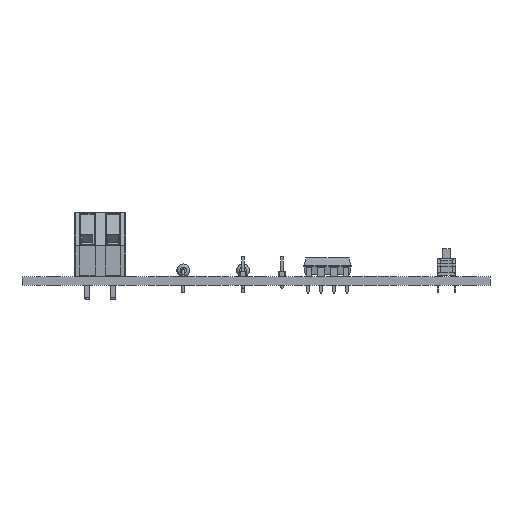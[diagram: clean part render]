
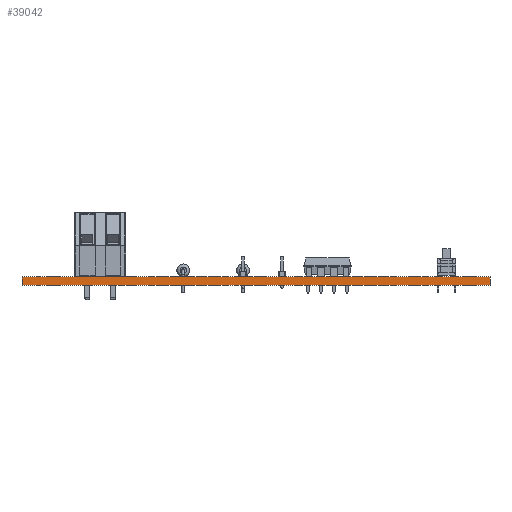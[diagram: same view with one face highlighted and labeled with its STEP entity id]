
A CAD part, front view. The second image highlights one B-rep face of the part: STEP entity #39042.
In plain terms, the highlighted planar face has unit normal (0, -1, 0).
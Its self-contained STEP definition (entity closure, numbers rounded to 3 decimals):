
#39042 = ADVANCED_FACE('',(#39043),#39057,.T.);
#39043 = FACE_BOUND('',#39044,.T.);
#39044 = EDGE_LOOP('',(#39045,#39080,#39108,#39136));
#39045 = ORIENTED_EDGE('',*,*,#39046,.T.);
#39046 = EDGE_CURVE('',#39047,#39049,#39051,.T.);
#39047 = VERTEX_POINT('',#39048);
#39048 = CARTESIAN_POINT('',(213.36,-165.1,0.));
#39049 = VERTEX_POINT('',#39050);
#39050 = CARTESIAN_POINT('',(213.36,-165.1,1.58));
#39051 = SURFACE_CURVE('',#39052,(#39056,#39068),.PCURVE_S1.);
#39052 = LINE('',#39053,#39054);
#39053 = CARTESIAN_POINT('',(213.36,-165.1,0.));
#39054 = VECTOR('',#39055,1.);
#39055 = DIRECTION('',(0.,0.,1.));
#39056 = PCURVE('',#39057,#39062);
#39057 = PLANE('',#39058);
#39058 = AXIS2_PLACEMENT_3D('',#39059,#39060,#39061);
#39059 = CARTESIAN_POINT('',(213.36,-165.1,0.));
#39060 = DIRECTION('',(0.,-1.,0.));
#39061 = DIRECTION('',(-1.,0.,0.));
#39062 = DEFINITIONAL_REPRESENTATION('',(#39063),#39067);
#39063 = LINE('',#39064,#39065);
#39064 = CARTESIAN_POINT('',(0.,-0.));
#39065 = VECTOR('',#39066,1.);
#39066 = DIRECTION('',(0.,-1.));
#39067 = ( GEOMETRIC_REPRESENTATION_CONTEXT(2) 
PARAMETRIC_REPRESENTATION_CONTEXT() REPRESENTATION_CONTEXT('2D SPACE',''
  ) );
#39068 = PCURVE('',#39069,#39074);
#39069 = PLANE('',#39070);
#39070 = AXIS2_PLACEMENT_3D('',#39071,#39072,#39073);
#39071 = CARTESIAN_POINT('',(213.36,-55.88,0.));
#39072 = DIRECTION('',(1.,0.,-0.));
#39073 = DIRECTION('',(0.,-1.,0.));
#39074 = DEFINITIONAL_REPRESENTATION('',(#39075),#39079);
#39075 = LINE('',#39076,#39077);
#39076 = CARTESIAN_POINT('',(109.22,0.));
#39077 = VECTOR('',#39078,1.);
#39078 = DIRECTION('',(0.,-1.));
#39079 = ( GEOMETRIC_REPRESENTATION_CONTEXT(2) 
PARAMETRIC_REPRESENTATION_CONTEXT() REPRESENTATION_CONTEXT('2D SPACE',''
  ) );
#39080 = ORIENTED_EDGE('',*,*,#39081,.T.);
#39081 = EDGE_CURVE('',#39049,#39082,#39084,.T.);
#39082 = VERTEX_POINT('',#39083);
#39083 = CARTESIAN_POINT('',(121.92,-165.1,1.58));
#39084 = SURFACE_CURVE('',#39085,(#39089,#39096),.PCURVE_S1.);
#39085 = LINE('',#39086,#39087);
#39086 = CARTESIAN_POINT('',(213.36,-165.1,1.58));
#39087 = VECTOR('',#39088,1.);
#39088 = DIRECTION('',(-1.,0.,0.));
#39089 = PCURVE('',#39057,#39090);
#39090 = DEFINITIONAL_REPRESENTATION('',(#39091),#39095);
#39091 = LINE('',#39092,#39093);
#39092 = CARTESIAN_POINT('',(0.,-1.58));
#39093 = VECTOR('',#39094,1.);
#39094 = DIRECTION('',(1.,0.));
#39095 = ( GEOMETRIC_REPRESENTATION_CONTEXT(2) 
PARAMETRIC_REPRESENTATION_CONTEXT() REPRESENTATION_CONTEXT('2D SPACE',''
  ) );
#39096 = PCURVE('',#39097,#39102);
#39097 = PLANE('',#39098);
#39098 = AXIS2_PLACEMENT_3D('',#39099,#39100,#39101);
#39099 = CARTESIAN_POINT('',(167.64,-110.49,1.58));
#39100 = DIRECTION('',(-0.,-0.,-1.));
#39101 = DIRECTION('',(-1.,0.,0.));
#39102 = DEFINITIONAL_REPRESENTATION('',(#39103),#39107);
#39103 = LINE('',#39104,#39105);
#39104 = CARTESIAN_POINT('',(-45.72,-54.61));
#39105 = VECTOR('',#39106,1.);
#39106 = DIRECTION('',(1.,0.));
#39107 = ( GEOMETRIC_REPRESENTATION_CONTEXT(2) 
PARAMETRIC_REPRESENTATION_CONTEXT() REPRESENTATION_CONTEXT('2D SPACE',''
  ) );
#39108 = ORIENTED_EDGE('',*,*,#39109,.F.);
#39109 = EDGE_CURVE('',#39110,#39082,#39112,.T.);
#39110 = VERTEX_POINT('',#39111);
#39111 = CARTESIAN_POINT('',(121.92,-165.1,0.));
#39112 = SURFACE_CURVE('',#39113,(#39117,#39124),.PCURVE_S1.);
#39113 = LINE('',#39114,#39115);
#39114 = CARTESIAN_POINT('',(121.92,-165.1,0.));
#39115 = VECTOR('',#39116,1.);
#39116 = DIRECTION('',(0.,0.,1.));
#39117 = PCURVE('',#39057,#39118);
#39118 = DEFINITIONAL_REPRESENTATION('',(#39119),#39123);
#39119 = LINE('',#39120,#39121);
#39120 = CARTESIAN_POINT('',(91.44,0.));
#39121 = VECTOR('',#39122,1.);
#39122 = DIRECTION('',(0.,-1.));
#39123 = ( GEOMETRIC_REPRESENTATION_CONTEXT(2) 
PARAMETRIC_REPRESENTATION_CONTEXT() REPRESENTATION_CONTEXT('2D SPACE',''
  ) );
#39124 = PCURVE('',#39125,#39130);
#39125 = PLANE('',#39126);
#39126 = AXIS2_PLACEMENT_3D('',#39127,#39128,#39129);
#39127 = CARTESIAN_POINT('',(121.92,-165.1,0.));
#39128 = DIRECTION('',(-1.,0.,0.));
#39129 = DIRECTION('',(0.,1.,0.));
#39130 = DEFINITIONAL_REPRESENTATION('',(#39131),#39135);
#39131 = LINE('',#39132,#39133);
#39132 = CARTESIAN_POINT('',(0.,0.));
#39133 = VECTOR('',#39134,1.);
#39134 = DIRECTION('',(0.,-1.));
#39135 = ( GEOMETRIC_REPRESENTATION_CONTEXT(2) 
PARAMETRIC_REPRESENTATION_CONTEXT() REPRESENTATION_CONTEXT('2D SPACE',''
  ) );
#39136 = ORIENTED_EDGE('',*,*,#39137,.F.);
#39137 = EDGE_CURVE('',#39047,#39110,#39138,.T.);
#39138 = SURFACE_CURVE('',#39139,(#39143,#39150),.PCURVE_S1.);
#39139 = LINE('',#39140,#39141);
#39140 = CARTESIAN_POINT('',(213.36,-165.1,0.));
#39141 = VECTOR('',#39142,1.);
#39142 = DIRECTION('',(-1.,0.,0.));
#39143 = PCURVE('',#39057,#39144);
#39144 = DEFINITIONAL_REPRESENTATION('',(#39145),#39149);
#39145 = LINE('',#39146,#39147);
#39146 = CARTESIAN_POINT('',(0.,-0.));
#39147 = VECTOR('',#39148,1.);
#39148 = DIRECTION('',(1.,0.));
#39149 = ( GEOMETRIC_REPRESENTATION_CONTEXT(2) 
PARAMETRIC_REPRESENTATION_CONTEXT() REPRESENTATION_CONTEXT('2D SPACE',''
  ) );
#39150 = PCURVE('',#39151,#39156);
#39151 = PLANE('',#39152);
#39152 = AXIS2_PLACEMENT_3D('',#39153,#39154,#39155);
#39153 = CARTESIAN_POINT('',(167.64,-110.49,0.));
#39154 = DIRECTION('',(-0.,-0.,-1.));
#39155 = DIRECTION('',(-1.,0.,0.));
#39156 = DEFINITIONAL_REPRESENTATION('',(#39157),#39161);
#39157 = LINE('',#39158,#39159);
#39158 = CARTESIAN_POINT('',(-45.72,-54.61));
#39159 = VECTOR('',#39160,1.);
#39160 = DIRECTION('',(1.,0.));
#39161 = ( GEOMETRIC_REPRESENTATION_CONTEXT(2) 
PARAMETRIC_REPRESENTATION_CONTEXT() REPRESENTATION_CONTEXT('2D SPACE',''
  ) );
